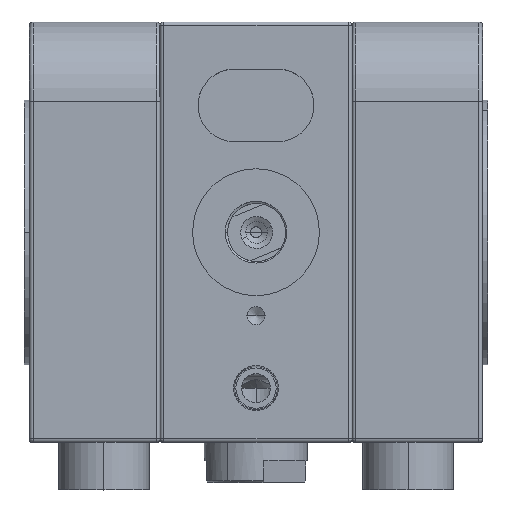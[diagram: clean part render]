
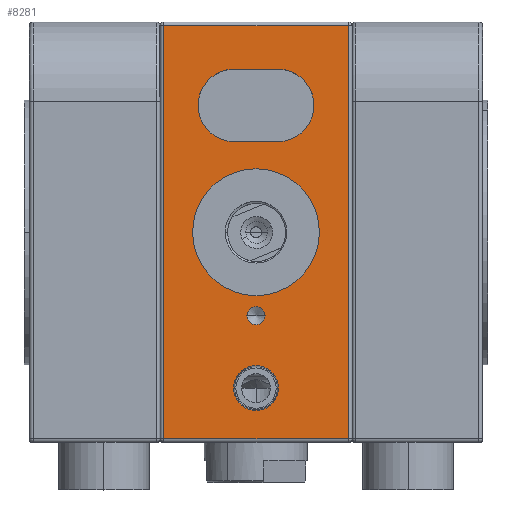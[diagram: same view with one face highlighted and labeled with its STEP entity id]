
A CAD part, top view. The second image highlights one B-rep face of the part: STEP entity #8281.
In plain terms, the highlighted planar face has unit normal (0, 0, 1).
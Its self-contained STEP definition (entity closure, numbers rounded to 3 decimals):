
#46 = AXIS2_PLACEMENT_3D ( 'NONE', #1456, #9648, #17830 ) ;
#49 = EDGE_CURVE ( 'NONE', #16402, #15098, #9244, .T. ) ;
#354 = DIRECTION ( 'NONE',  ( 0., 0., 1. ) ) ;
#392 = VECTOR ( 'NONE', #10531, 1000. ) ;
#612 = LINE ( 'NONE', #13342, #17945 ) ;
#769 = FACE_BOUND ( 'NONE', #5032, .T. ) ;
#829 = CIRCLE ( 'NONE', #12814, 2.5 ) ;
#993 = VERTEX_POINT ( 'NONE', #19895 ) ;
#1130 = EDGE_CURVE ( 'NONE', #5726, #17827, #24718, .T. ) ;
#1456 = CARTESIAN_POINT ( 'NONE',  ( 0., -43., 37.5 ) ) ;
#1658 = ORIENTED_EDGE ( 'NONE', *, *, #25890, .F. ) ;
#1766 = ORIENTED_EDGE ( 'NONE', *, *, #4195, .F. ) ;
#2347 = ORIENTED_EDGE ( 'NONE', *, *, #21580, .F. ) ;
#3109 = AXIS2_PLACEMENT_3D ( 'NONE', #23955, #13236, #9350 ) ;
#3821 = EDGE_LOOP ( 'NONE', ( #5608, #13024 ) ) ;
#4162 = CARTESIAN_POINT ( 'NONE',  ( -6., 25., 37.5 ) ) ;
#4195 = EDGE_CURVE ( 'NONE', #5822, #9138, #9375, .T. ) ;
#4407 = CARTESIAN_POINT ( 'NONE',  ( 26.5, 58., 37.5 ) ) ;
#4489 = EDGE_CURVE ( 'NONE', #8481, #5073, #19026, .T. ) ;
#4651 = CIRCLE ( 'NONE', #5946, 10. ) ;
#5032 = EDGE_LOOP ( 'NONE', ( #17357, #2347 ) ) ;
#5073 = VERTEX_POINT ( 'NONE', #7471 ) ;
#5119 = DIRECTION ( 'NONE',  ( 0., 0., 1. ) ) ;
#5241 = ORIENTED_EDGE ( 'NONE', *, *, #4489, .F. ) ;
#5386 = CARTESIAN_POINT ( 'NONE',  ( 0., -23., 37.5 ) ) ;
#5608 = ORIENTED_EDGE ( 'NONE', *, *, #20758, .F. ) ;
#5726 = VERTEX_POINT ( 'NONE', #13726 ) ;
#5822 = VERTEX_POINT ( 'NONE', #14658 ) ;
#5946 = AXIS2_PLACEMENT_3D ( 'NONE', #24306, #12228, #22554 ) ;
#6297 = ORIENTED_EDGE ( 'NONE', *, *, #13257, .T. ) ;
#6463 = ORIENTED_EDGE ( 'NONE', *, *, #1130, .T. ) ;
#6490 = CARTESIAN_POINT ( 'NONE',  ( -25.5, 58., 37.5 ) ) ;
#6807 = DIRECTION ( 'NONE',  ( 0., 1., 0. ) ) ;
#6957 = CIRCLE ( 'NONE', #3109, 10. ) ;
#7069 = CARTESIAN_POINT ( 'NONE',  ( 6., 45., 37.5 ) ) ;
#7471 = CARTESIAN_POINT ( 'NONE',  ( -6., 45., 37.5 ) ) ;
#7840 = LINE ( 'NONE', #17629, #22736 ) ;
#8102 = DIRECTION ( 'NONE',  ( 0., 0., 1. ) ) ;
#8281 = ADVANCED_FACE ( 'NONE', ( #18994, #20618, #14712, #769, #10952 ), #16995, .F. ) ;
#8481 = VERTEX_POINT ( 'NONE', #7069 ) ;
#8536 = DIRECTION ( 'NONE',  ( 1., 0., 0. ) ) ;
#8660 = CARTESIAN_POINT ( 'NONE',  ( 2.5, -23., 37.5 ) ) ;
#8674 = CIRCLE ( 'NONE', #22382, 2.5 ) ;
#9138 = VERTEX_POINT ( 'NONE', #24452 ) ;
#9244 = LINE ( 'NONE', #19556, #19257 ) ;
#9350 = DIRECTION ( 'NONE',  ( 1., 0., 0. ) ) ;
#9375 = CIRCLE ( 'NONE', #17089, 17.5 ) ;
#9648 = DIRECTION ( 'NONE',  ( 0., 0., 1. ) ) ;
#9954 = VERTEX_POINT ( 'NONE', #8660 ) ;
#9974 = CARTESIAN_POINT ( 'NONE',  ( 25.5, 57., 37.5 ) ) ;
#10248 = DIRECTION ( 'NONE',  ( 1., 0., 0. ) ) ;
#10475 = VERTEX_POINT ( 'NONE', #25253 ) ;
#10531 = DIRECTION ( 'NONE',  ( 1., 0., 0. ) ) ;
#10905 = DIRECTION ( 'NONE',  ( 1., 0., 0. ) ) ;
#10952 = FACE_BOUND ( 'NONE', #3821, .T. ) ;
#11399 = DIRECTION ( 'NONE',  ( 1., 0., 0. ) ) ;
#12082 = AXIS2_PLACEMENT_3D ( 'NONE', #14926, #23097, #10905 ) ;
#12219 = VECTOR ( 'NONE', #18549, 1000. ) ;
#12228 = DIRECTION ( 'NONE',  ( 0., 0., 1. ) ) ;
#12266 = CARTESIAN_POINT ( 'NONE',  ( -6., 25., 37.5 ) ) ;
#12400 = LINE ( 'NONE', #12266, #392 ) ;
#12444 = CIRCLE ( 'NONE', #46, 6.183 ) ;
#12446 = EDGE_CURVE ( 'NONE', #993, #12653, #14025, .T. ) ;
#12653 = VERTEX_POINT ( 'NONE', #24791 ) ;
#12814 = AXIS2_PLACEMENT_3D ( 'NONE', #24577, #8102, #10248 ) ;
#12940 = CARTESIAN_POINT ( 'NONE',  ( -25.5, -57., 37.5 ) ) ;
#12987 = DIRECTION ( 'NONE',  ( -1., 0., 0. ) ) ;
#13024 = ORIENTED_EDGE ( 'NONE', *, *, #26474, .F. ) ;
#13204 = EDGE_CURVE ( 'NONE', #17597, #25794, #23915, .T. ) ;
#13236 = DIRECTION ( 'NONE',  ( 0., 0., 1. ) ) ;
#13257 = EDGE_CURVE ( 'NONE', #17827, #16402, #612, .T. ) ;
#13342 = CARTESIAN_POINT ( 'NONE',  ( 26.5, -57., 37.5 ) ) ;
#13535 = EDGE_LOOP ( 'NONE', ( #18419, #13764, #5241, #24557, #20119 ) ) ;
#13726 = CARTESIAN_POINT ( 'NONE',  ( -25.5, 57., 37.5 ) ) ;
#13764 = ORIENTED_EDGE ( 'NONE', *, *, #23166, .F. ) ;
#13859 = VERTEX_POINT ( 'NONE', #4162 ) ;
#14025 = CIRCLE ( 'NONE', #21285, 10. ) ;
#14658 = CARTESIAN_POINT ( 'NONE',  ( -17.5, 0., 37.5 ) ) ;
#14712 = FACE_BOUND ( 'NONE', #19723, .T. ) ;
#14926 = CARTESIAN_POINT ( 'NONE',  ( 0., 0., 37.5 ) ) ;
#15098 = VERTEX_POINT ( 'NONE', #9974 ) ;
#15118 = EDGE_LOOP ( 'NONE', ( #6463, #6297, #20386, #15194 ) ) ;
#15194 = ORIENTED_EDGE ( 'NONE', *, *, #21907, .T. ) ;
#15310 = CARTESIAN_POINT ( 'NONE',  ( 0., 0., 37.5 ) ) ;
#16366 = CIRCLE ( 'NONE', #12082, 17.5 ) ;
#16402 = VERTEX_POINT ( 'NONE', #20475 ) ;
#16995 = PLANE ( 'NONE',  #25359 ) ;
#17089 = AXIS2_PLACEMENT_3D ( 'NONE', #15310, #19593, #17728 ) ;
#17242 = DIRECTION ( 'NONE',  ( 1., 0., 0. ) ) ;
#17357 = ORIENTED_EDGE ( 'NONE', *, *, #13204, .F. ) ;
#17597 = VERTEX_POINT ( 'NONE', #24504 ) ;
#17629 = CARTESIAN_POINT ( 'NONE',  ( 26.5, 57., 37.5 ) ) ;
#17728 = DIRECTION ( 'NONE',  ( 1., 0., 0. ) ) ;
#17827 = VERTEX_POINT ( 'NONE', #12940 ) ;
#17830 = DIRECTION ( 'NONE',  ( 1., 0., 0. ) ) ;
#17945 = VECTOR ( 'NONE', #17242, 1000. ) ;
#18405 = VECTOR ( 'NONE', #12987, 1000. ) ;
#18419 = ORIENTED_EDGE ( 'NONE', *, *, #20313, .F. ) ;
#18549 = DIRECTION ( 'NONE',  ( 0., -1., 0. ) ) ;
#18718 = CARTESIAN_POINT ( 'NONE',  ( 0., -43., 37.5 ) ) ;
#18770 = CARTESIAN_POINT ( 'NONE',  ( -6., 45., 37.5 ) ) ;
#18994 = FACE_OUTER_BOUND ( 'NONE', #15118, .T. ) ;
#19026 = LINE ( 'NONE', #18770, #18405 ) ;
#19257 = VECTOR ( 'NONE', #25337, 1000. ) ;
#19443 = DIRECTION ( 'NONE',  ( 0., 0., 1. ) ) ;
#19455 = EDGE_CURVE ( 'NONE', #12653, #8481, #4651, .T. ) ;
#19556 = CARTESIAN_POINT ( 'NONE',  ( 25.5, 58., 37.5 ) ) ;
#19575 = DIRECTION ( 'NONE',  ( 1., 0., 0. ) ) ;
#19593 = DIRECTION ( 'NONE',  ( 0., 0., 1. ) ) ;
#19723 = EDGE_LOOP ( 'NONE', ( #1658, #1766 ) ) ;
#19895 = CARTESIAN_POINT ( 'NONE',  ( 6., 25., 37.5 ) ) ;
#20119 = ORIENTED_EDGE ( 'NONE', *, *, #12446, .F. ) ;
#20313 = EDGE_CURVE ( 'NONE', #13859, #993, #12400, .T. ) ;
#20386 = ORIENTED_EDGE ( 'NONE', *, *, #49, .T. ) ;
#20475 = CARTESIAN_POINT ( 'NONE',  ( 25.5, -57., 37.5 ) ) ;
#20618 = FACE_BOUND ( 'NONE', #13535, .T. ) ;
#20758 = EDGE_CURVE ( 'NONE', #9954, #10475, #829, .T. ) ;
#20897 = AXIS2_PLACEMENT_3D ( 'NONE', #18718, #354, #8536 ) ;
#21285 = AXIS2_PLACEMENT_3D ( 'NONE', #25481, #5119, #11399 ) ;
#21580 = EDGE_CURVE ( 'NONE', #25794, #17597, #12444, .T. ) ;
#21907 = EDGE_CURVE ( 'NONE', #15098, #5726, #7840, .T. ) ;
#22382 = AXIS2_PLACEMENT_3D ( 'NONE', #5386, #19443, #19575 ) ;
#22554 = DIRECTION ( 'NONE',  ( 1., 0., 0. ) ) ;
#22736 = VECTOR ( 'NONE', #23652, 1000. ) ;
#23097 = DIRECTION ( 'NONE',  ( 0., 0., 1. ) ) ;
#23166 = EDGE_CURVE ( 'NONE', #5073, #13859, #6957, .T. ) ;
#23652 = DIRECTION ( 'NONE',  ( -1., 0., 0. ) ) ;
#23915 = CIRCLE ( 'NONE', #20897, 6.183 ) ;
#23955 = CARTESIAN_POINT ( 'NONE',  ( -6., 35., 37.5 ) ) ;
#24306 = CARTESIAN_POINT ( 'NONE',  ( 6., 35., 37.5 ) ) ;
#24364 = CARTESIAN_POINT ( 'NONE',  ( -6.183, -43., 37.5 ) ) ;
#24452 = CARTESIAN_POINT ( 'NONE',  ( 17.5, 0., 37.5 ) ) ;
#24504 = CARTESIAN_POINT ( 'NONE',  ( 6.183, -43., 37.5 ) ) ;
#24557 = ORIENTED_EDGE ( 'NONE', *, *, #19455, .F. ) ;
#24577 = CARTESIAN_POINT ( 'NONE',  ( 0., -23., 37.5 ) ) ;
#24718 = LINE ( 'NONE', #6490, #12219 ) ;
#24791 = CARTESIAN_POINT ( 'NONE',  ( 16., 35., 37.5 ) ) ;
#24909 = DIRECTION ( 'NONE',  ( 0., 0., -1. ) ) ;
#25253 = CARTESIAN_POINT ( 'NONE',  ( -2.5, -23., 37.5 ) ) ;
#25337 = DIRECTION ( 'NONE',  ( 0., 1., 0. ) ) ;
#25359 = AXIS2_PLACEMENT_3D ( 'NONE', #4407, #24909, #6807 ) ;
#25481 = CARTESIAN_POINT ( 'NONE',  ( 6., 35., 37.5 ) ) ;
#25794 = VERTEX_POINT ( 'NONE', #24364 ) ;
#25890 = EDGE_CURVE ( 'NONE', #9138, #5822, #16366, .T. ) ;
#26474 = EDGE_CURVE ( 'NONE', #10475, #9954, #8674, .T. ) ;
